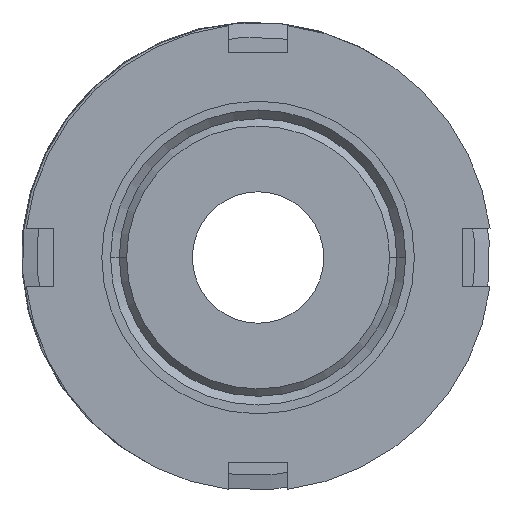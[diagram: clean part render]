
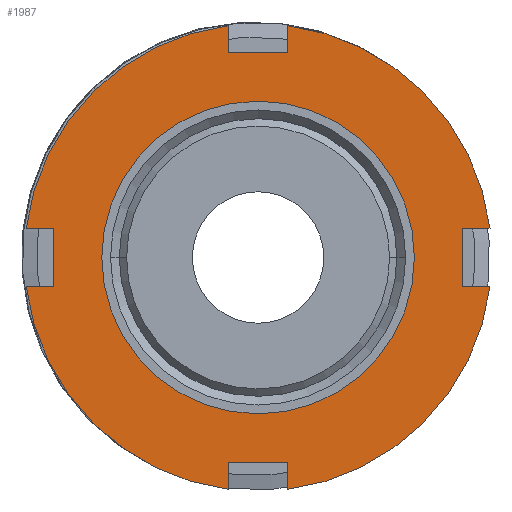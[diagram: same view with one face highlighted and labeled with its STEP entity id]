
A CAD part, front view. The second image highlights one B-rep face of the part: STEP entity #1987.
In plain terms, the highlighted planar face has unit normal (0, -1, 0).
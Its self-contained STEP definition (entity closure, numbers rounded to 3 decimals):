
#70 = ORIENTED_EDGE ( 'NONE', *, *, #2711, .F. ) ;
#90 = CARTESIAN_POINT ( 'NONE',  ( 0., -10.269, 0. ) ) ;
#100 = DIRECTION ( 'NONE',  ( -1., 0., 0. ) ) ;
#193 = LINE ( 'NONE', #1163, #1789 ) ;
#199 = CARTESIAN_POINT ( 'NONE',  ( 0., -10.269, 0. ) ) ;
#216 = DIRECTION ( 'NONE',  ( 0., 1., 0. ) ) ;
#242 = CARTESIAN_POINT ( 'NONE',  ( 14., -10.269, -2. ) ) ;
#252 = EDGE_CURVE ( 'NONE', #2181, #3231, #2046, .T. ) ;
#268 = DIRECTION ( 'NONE',  ( 1., 0., 0. ) ) ;
#310 = VECTOR ( 'NONE', #563, 1000. ) ;
#320 = ORIENTED_EDGE ( 'NONE', *, *, #2678, .F. ) ;
#329 = ORIENTED_EDGE ( 'NONE', *, *, #1259, .F. ) ;
#342 = CARTESIAN_POINT ( 'NONE',  ( 14., -10.269, 2. ) ) ;
#352 = CARTESIAN_POINT ( 'NONE',  ( 2., -10.269, 0. ) ) ;
#354 = CARTESIAN_POINT ( 'NONE',  ( -15.875, -10.269, -2. ) ) ;
#367 = EDGE_LOOP ( 'NONE', ( #1237, #3098 ) ) ;
#384 = CARTESIAN_POINT ( 'NONE',  ( 0., -10.269, 0. ) ) ;
#394 = LINE ( 'NONE', #2558, #1166 ) ;
#427 = CIRCLE ( 'NONE', #2691, 16. ) ;
#433 = LINE ( 'NONE', #2355, #1995 ) ;
#527 = DIRECTION ( 'NONE',  ( 0., 0., 1. ) ) ;
#563 = DIRECTION ( 'NONE',  ( 0., 0., 1. ) ) ;
#571 = CARTESIAN_POINT ( 'NONE',  ( -2., -10.269, -14. ) ) ;
#592 = VERTEX_POINT ( 'NONE', #874 ) ;
#642 = VERTEX_POINT ( 'NONE', #242 ) ;
#645 = VERTEX_POINT ( 'NONE', #2641 ) ;
#682 = ORIENTED_EDGE ( 'NONE', *, *, #252, .F. ) ;
#729 = DIRECTION ( 'NONE',  ( 1., 0., 0. ) ) ;
#782 = EDGE_CURVE ( 'NONE', #2835, #929, #3313, .T. ) ;
#788 = CIRCLE ( 'NONE', #2772, 16. ) ;
#834 = DIRECTION ( 'NONE',  ( -1., 0., 0. ) ) ;
#838 = VERTEX_POINT ( 'NONE', #1332 ) ;
#842 = LINE ( 'NONE', #352, #1580 ) ;
#874 = CARTESIAN_POINT ( 'NONE',  ( -15.875, -10.269, 2. ) ) ;
#903 = CARTESIAN_POINT ( 'NONE',  ( 0., -10.269, -14. ) ) ;
#911 = EDGE_CURVE ( 'NONE', #2314, #3231, #842, .T. ) ;
#919 = LINE ( 'NONE', #903, #2528 ) ;
#929 = VERTEX_POINT ( 'NONE', #2729 ) ;
#950 = DIRECTION ( 'NONE',  ( 0., 1., 0. ) ) ;
#955 = CARTESIAN_POINT ( 'NONE',  ( 10.7, -10.269, 2. ) ) ;
#961 = CIRCLE ( 'NONE', #1661, 10.7 ) ;
#964 = CARTESIAN_POINT ( 'NONE',  ( -2., -10.269, 0. ) ) ;
#990 = EDGE_CURVE ( 'NONE', #2358, #2537, #1462, .T. ) ;
#1036 = CARTESIAN_POINT ( 'NONE',  ( 2., -10.269, -15.875 ) ) ;
#1052 = CARTESIAN_POINT ( 'NONE',  ( -2., -10.269, 0. ) ) ;
#1100 = AXIS2_PLACEMENT_3D ( 'NONE', #90, #1929, #100 ) ;
#1110 = CARTESIAN_POINT ( 'NONE',  ( 14., -10.269, 0. ) ) ;
#1124 = VECTOR ( 'NONE', #527, 1000. ) ;
#1148 = DIRECTION ( 'NONE',  ( 0., 0., 1. ) ) ;
#1162 = FACE_BOUND ( 'NONE', #367, .T. ) ;
#1163 = CARTESIAN_POINT ( 'NONE',  ( 10.7, -10.269, -2. ) ) ;
#1166 = VECTOR ( 'NONE', #729, 1000. ) ;
#1171 = LINE ( 'NONE', #1506, #1962 ) ;
#1211 = LINE ( 'NONE', #964, #1411 ) ;
#1215 = LINE ( 'NONE', #1110, #1837 ) ;
#1217 = ORIENTED_EDGE ( 'NONE', *, *, #2669, .F. ) ;
#1224 = CARTESIAN_POINT ( 'NONE',  ( 2., -10.269, -14. ) ) ;
#1234 = ORIENTED_EDGE ( 'NONE', *, *, #990, .F. ) ;
#1237 = ORIENTED_EDGE ( 'NONE', *, *, #3165, .T. ) ;
#1259 = EDGE_CURVE ( 'NONE', #1667, #642, #1215, .T. ) ;
#1322 = EDGE_CURVE ( 'NONE', #2835, #1744, #193, .T. ) ;
#1325 = DIRECTION ( 'NONE',  ( 0., 1., 0. ) ) ;
#1332 = CARTESIAN_POINT ( 'NONE',  ( -2., -10.269, -15.875 ) ) ;
#1349 = EDGE_CURVE ( 'NONE', #929, #592, #1494, .T. ) ;
#1351 = AXIS2_PLACEMENT_3D ( 'NONE', #199, #950, #2534 ) ;
#1368 = VECTOR ( 'NONE', #1148, 1000. ) ;
#1411 = VECTOR ( 'NONE', #3059, 1000. ) ;
#1436 = DIRECTION ( 'NONE',  ( -1., 0., 0. ) ) ;
#1450 = CARTESIAN_POINT ( 'NONE',  ( 2., -10.269, 14. ) ) ;
#1462 = CIRCLE ( 'NONE', #1100, 16. ) ;
#1477 = EDGE_CURVE ( 'NONE', #642, #2181, #1171, .T. ) ;
#1494 = LINE ( 'NONE', #955, #2574 ) ;
#1506 = CARTESIAN_POINT ( 'NONE',  ( 10.7, -10.269, -2. ) ) ;
#1532 = CARTESIAN_POINT ( 'NONE',  ( 0., -10.269, 0. ) ) ;
#1571 = ORIENTED_EDGE ( 'NONE', *, *, #1952, .T. ) ;
#1580 = VECTOR ( 'NONE', #2191, 1000. ) ;
#1601 = CARTESIAN_POINT ( 'NONE',  ( -14., -10.269, 0. ) ) ;
#1661 = AXIS2_PLACEMENT_3D ( 'NONE', #2146, #1325, #834 ) ;
#1667 = VERTEX_POINT ( 'NONE', #342 ) ;
#1673 = DIRECTION ( 'NONE',  ( 0., 1., 0. ) ) ;
#1686 = CARTESIAN_POINT ( 'NONE',  ( 2., -10.269, 0. ) ) ;
#1722 = DIRECTION ( 'NONE',  ( -1., 0., 0. ) ) ;
#1744 = VERTEX_POINT ( 'NONE', #354 ) ;
#1769 = DIRECTION ( 'NONE',  ( 0., 1., 0. ) ) ;
#1789 = VECTOR ( 'NONE', #2263, 1000. ) ;
#1805 = DIRECTION ( 'NONE',  ( 1., 0., 0. ) ) ;
#1836 = CARTESIAN_POINT ( 'NONE',  ( 15.875, -10.269, 2. ) ) ;
#1837 = VECTOR ( 'NONE', #1910, 1000. ) ;
#1910 = DIRECTION ( 'NONE',  ( 0., 0., -1. ) ) ;
#1923 = ORIENTED_EDGE ( 'NONE', *, *, #2305, .F. ) ;
#1929 = DIRECTION ( 'NONE',  ( 0., 1., 0. ) ) ;
#1952 = EDGE_CURVE ( 'NONE', #1667, #2537, #394, .T. ) ;
#1962 = VECTOR ( 'NONE', #1805, 1000. ) ;
#1985 = CIRCLE ( 'NONE', #1351, 10.7 ) ;
#1987 = ADVANCED_FACE ( 'NONE', ( #1162, #3347 ), #2870, .F. ) ;
#1995 = VECTOR ( 'NONE', #268, 1000. ) ;
#2004 = VERTEX_POINT ( 'NONE', #2854 ) ;
#2026 = DIRECTION ( 'NONE',  ( -1., 0., 0. ) ) ;
#2030 = CARTESIAN_POINT ( 'NONE',  ( 2., -10.269, 15.875 ) ) ;
#2046 = CIRCLE ( 'NONE', #2888, 16. ) ;
#2061 = DIRECTION ( 'NONE',  ( -1., 0., 0. ) ) ;
#2065 = DIRECTION ( 'NONE',  ( 0., 1., 0. ) ) ;
#2083 = EDGE_CURVE ( 'NONE', #2427, #2300, #433, .T. ) ;
#2091 = EDGE_CURVE ( 'NONE', #2427, #645, #2567, .T. ) ;
#2109 = DIRECTION ( 'NONE',  ( -1., 0., 0. ) ) ;
#2127 = ORIENTED_EDGE ( 'NONE', *, *, #1477, .F. ) ;
#2137 = ORIENTED_EDGE ( 'NONE', *, *, #1349, .F. ) ;
#2146 = CARTESIAN_POINT ( 'NONE',  ( 0., -10.269, 0. ) ) ;
#2158 = CARTESIAN_POINT ( 'NONE',  ( 15.875, -10.269, -2. ) ) ;
#2180 = AXIS2_PLACEMENT_3D ( 'NONE', #3346, #2065, #2026 ) ;
#2181 = VERTEX_POINT ( 'NONE', #2158 ) ;
#2185 = VERTEX_POINT ( 'NONE', #571 ) ;
#2191 = DIRECTION ( 'NONE',  ( 0., 0., -1. ) ) ;
#2202 = ORIENTED_EDGE ( 'NONE', *, *, #3217, .F. ) ;
#2219 = ORIENTED_EDGE ( 'NONE', *, *, #782, .F. ) ;
#2234 = DIRECTION ( 'NONE',  ( -1., 0., 0. ) ) ;
#2263 = DIRECTION ( 'NONE',  ( -1., 0., 0. ) ) ;
#2273 = CARTESIAN_POINT ( 'NONE',  ( -14., -10.269, -2. ) ) ;
#2299 = EDGE_LOOP ( 'NONE', ( #2137, #2219, #3302, #320, #1923, #1217, #2672, #682, #2127, #329, #1571, #1234, #70, #2903, #2894, #2202 ) ) ;
#2300 = VERTEX_POINT ( 'NONE', #1450 ) ;
#2305 = EDGE_CURVE ( 'NONE', #2185, #838, #1211, .T. ) ;
#2314 = VERTEX_POINT ( 'NONE', #1224 ) ;
#2355 = CARTESIAN_POINT ( 'NONE',  ( 0., -10.269, 14. ) ) ;
#2358 = VERTEX_POINT ( 'NONE', #2030 ) ;
#2427 = VERTEX_POINT ( 'NONE', #3096 ) ;
#2528 = VECTOR ( 'NONE', #1722, 1000. ) ;
#2534 = DIRECTION ( 'NONE',  ( -1., 0., 0. ) ) ;
#2537 = VERTEX_POINT ( 'NONE', #1836 ) ;
#2558 = CARTESIAN_POINT ( 'NONE',  ( 10.7, -10.269, 2. ) ) ;
#2567 = LINE ( 'NONE', #1052, #1124 ) ;
#2574 = VECTOR ( 'NONE', #1436, 1000. ) ;
#2641 = CARTESIAN_POINT ( 'NONE',  ( -2., -10.269, 15.875 ) ) ;
#2669 = EDGE_CURVE ( 'NONE', #2314, #2185, #919, .T. ) ;
#2672 = ORIENTED_EDGE ( 'NONE', *, *, #911, .T. ) ;
#2678 = EDGE_CURVE ( 'NONE', #838, #1744, #427, .T. ) ;
#2691 = AXIS2_PLACEMENT_3D ( 'NONE', #384, #1673, #2234 ) ;
#2711 = EDGE_CURVE ( 'NONE', #2300, #2358, #3148, .T. ) ;
#2729 = CARTESIAN_POINT ( 'NONE',  ( -14., -10.269, 2. ) ) ;
#2772 = AXIS2_PLACEMENT_3D ( 'NONE', #1532, #216, #2061 ) ;
#2835 = VERTEX_POINT ( 'NONE', #2273 ) ;
#2854 = CARTESIAN_POINT ( 'NONE',  ( -10.7, -10.269, 0. ) ) ;
#2870 = PLANE ( 'NONE',  #2180 ) ;
#2888 = AXIS2_PLACEMENT_3D ( 'NONE', #3344, #1769, #2109 ) ;
#2894 = ORIENTED_EDGE ( 'NONE', *, *, #2091, .T. ) ;
#2903 = ORIENTED_EDGE ( 'NONE', *, *, #2083, .F. ) ;
#3059 = DIRECTION ( 'NONE',  ( 0., 0., -1. ) ) ;
#3096 = CARTESIAN_POINT ( 'NONE',  ( -2., -10.269, 14. ) ) ;
#3098 = ORIENTED_EDGE ( 'NONE', *, *, #3401, .T. ) ;
#3148 = LINE ( 'NONE', #1686, #1368 ) ;
#3165 = EDGE_CURVE ( 'NONE', #2004, #3270, #1985, .T. ) ;
#3217 = EDGE_CURVE ( 'NONE', #592, #645, #788, .T. ) ;
#3231 = VERTEX_POINT ( 'NONE', #1036 ) ;
#3270 = VERTEX_POINT ( 'NONE', #3372 ) ;
#3302 = ORIENTED_EDGE ( 'NONE', *, *, #1322, .T. ) ;
#3313 = LINE ( 'NONE', #1601, #310 ) ;
#3344 = CARTESIAN_POINT ( 'NONE',  ( 0., -10.269, 0. ) ) ;
#3346 = CARTESIAN_POINT ( 'NONE',  ( 10.7, -10.269, 0. ) ) ;
#3347 = FACE_OUTER_BOUND ( 'NONE', #2299, .T. ) ;
#3372 = CARTESIAN_POINT ( 'NONE',  ( 10.7, -10.269, 0. ) ) ;
#3401 = EDGE_CURVE ( 'NONE', #3270, #2004, #961, .T. ) ;
